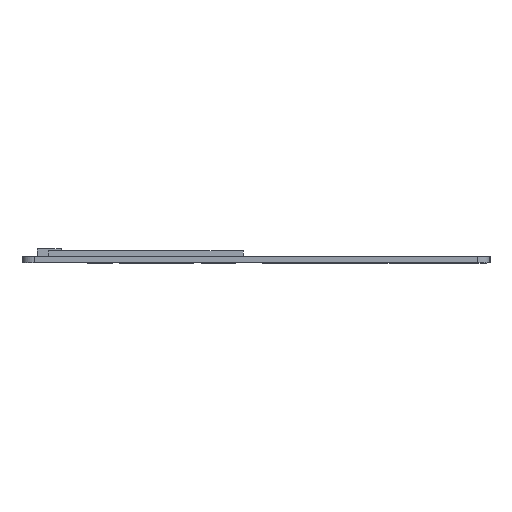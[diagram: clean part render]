
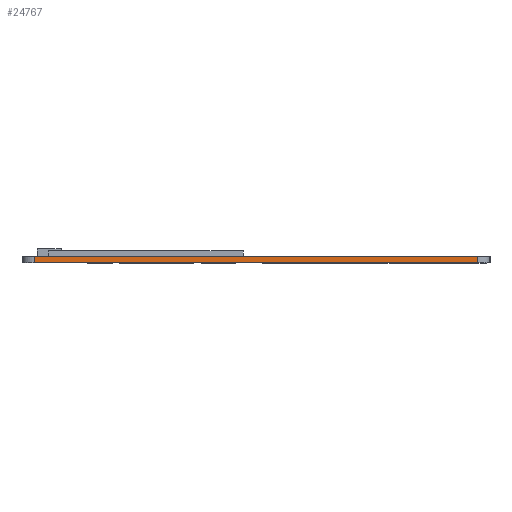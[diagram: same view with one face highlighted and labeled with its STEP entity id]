
A CAD part, left-side view. The second image highlights one B-rep face of the part: STEP entity #24767.
In plain terms, the highlighted planar face has unit normal (-1, 0, 0).
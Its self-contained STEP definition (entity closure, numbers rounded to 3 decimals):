
#2615=PLANE('',#27906);
#3659=FACE_OUTER_BOUND('',#4706,.T.);
#4706=EDGE_LOOP('',(#19637,#19638,#19639,#19640));
#7613=LINE('',#41182,#8774);
#7614=LINE('',#41185,#8775);
#7615=LINE('',#41187,#8776);
#7616=LINE('',#41188,#8777);
#8774=VECTOR('',#34739,10.);
#8775=VECTOR('',#34742,10.);
#8776=VECTOR('',#34743,10.);
#8777=VECTOR('',#34744,10.);
#12730=VERTEX_POINT('',#41178);
#12731=VERTEX_POINT('',#41180);
#12732=VERTEX_POINT('',#41184);
#12733=VERTEX_POINT('',#41186);
#15679=EDGE_CURVE('',#12730,#12731,#7613,.T.);
#15680=EDGE_CURVE('',#12732,#12730,#7614,.T.);
#15681=EDGE_CURVE('',#12733,#12731,#7615,.T.);
#15682=EDGE_CURVE('',#12732,#12733,#7616,.T.);
#19637=ORIENTED_EDGE('',*,*,#15680,.T.);
#19638=ORIENTED_EDGE('',*,*,#15679,.T.);
#19639=ORIENTED_EDGE('',*,*,#15681,.F.);
#19640=ORIENTED_EDGE('',*,*,#15682,.F.);
#24767=ADVANCED_FACE('',(#3659),#2615,.T.);
#27906=AXIS2_PLACEMENT_3D('',#41183,#34740,#34741);
#34739=DIRECTION('',(0.,0.,1.));
#34740=DIRECTION('center_axis',(-1.,0.,0.));
#34741=DIRECTION('ref_axis',(0.,-1.,0.));
#34742=DIRECTION('',(0.,-1.,0.));
#34743=DIRECTION('',(0.,-1.,0.));
#34744=DIRECTION('',(0.,0.,1.));
#41178=CARTESIAN_POINT('',(-22.2,3.07,0.));
#41180=CARTESIAN_POINT('',(-22.2,3.07,1.57));
#41182=CARTESIAN_POINT('',(-22.2,3.07,0.));
#41183=CARTESIAN_POINT('Origin',(-22.2,116.048,0.));
#41184=CARTESIAN_POINT('',(-22.2,116.048,0.));
#41185=CARTESIAN_POINT('',(-22.2,116.048,0.));
#41186=CARTESIAN_POINT('',(-22.2,116.048,1.57));
#41187=CARTESIAN_POINT('',(-22.2,116.048,1.57));
#41188=CARTESIAN_POINT('',(-22.2,116.048,0.));
